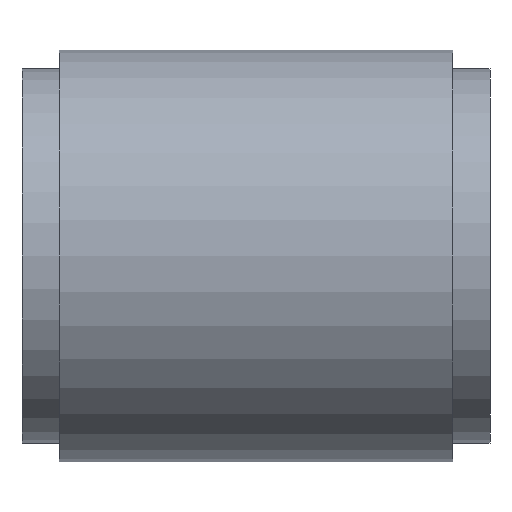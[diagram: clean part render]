
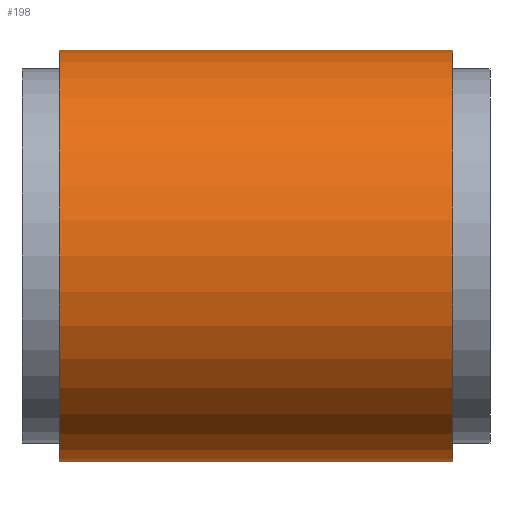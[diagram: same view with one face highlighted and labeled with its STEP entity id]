
A CAD part, front view. The second image highlights one B-rep face of the part: STEP entity #198.
In plain terms, the highlighted cylindrical face has radius 11 mm (diameter 22 mm), a full revolution.
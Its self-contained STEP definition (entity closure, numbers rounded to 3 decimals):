
#31=LINE('',#414,#37);
#37=VECTOR('',#305,11.);
#43=CYLINDRICAL_SURFACE('',#240,11.);
#56=FACE_OUTER_BOUND('',#75,.T.);
#75=EDGE_LOOP('',(#175,#176,#177,#178));
#94=CIRCLE('',#239,11.);
#95=CIRCLE('',#241,11.);
#110=VERTEX_POINT('',#409);
#111=VERTEX_POINT('',#412);
#132=EDGE_CURVE('',#110,#110,#94,.T.);
#133=EDGE_CURVE('',#111,#111,#95,.T.);
#134=EDGE_CURVE('',#111,#110,#31,.T.);
#175=ORIENTED_EDGE('',*,*,#133,.F.);
#176=ORIENTED_EDGE('',*,*,#134,.T.);
#177=ORIENTED_EDGE('',*,*,#132,.T.);
#178=ORIENTED_EDGE('',*,*,#134,.F.);
#198=ADVANCED_FACE('',(#56),#43,.T.);
#239=AXIS2_PLACEMENT_3D('',#410,#299,#300);
#240=AXIS2_PLACEMENT_3D('',#411,#301,#302);
#241=AXIS2_PLACEMENT_3D('',#413,#303,#304);
#299=DIRECTION('center_axis',(1.,0.,0.));
#300=DIRECTION('ref_axis',(0.,0.,-1.));
#301=DIRECTION('center_axis',(1.,0.,0.));
#302=DIRECTION('ref_axis',(0.,1.,0.));
#303=DIRECTION('center_axis',(1.,0.,0.));
#304=DIRECTION('ref_axis',(0.,0.,-1.));
#305=DIRECTION('',(-1.,0.,0.));
#409=CARTESIAN_POINT('',(-10.5,34.683,0.));
#410=CARTESIAN_POINT('Origin',(-10.5,45.683,0.));
#411=CARTESIAN_POINT('Origin',(0.,45.683,0.));
#412=CARTESIAN_POINT('',(10.5,34.683,0.));
#413=CARTESIAN_POINT('Origin',(10.5,45.683,0.));
#414=CARTESIAN_POINT('',(0.,34.683,0.));
